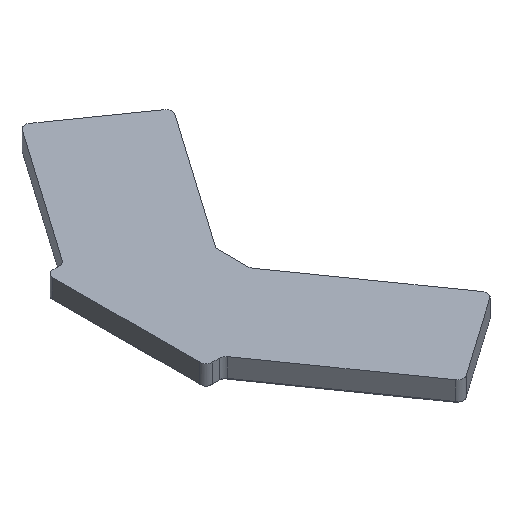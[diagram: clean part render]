
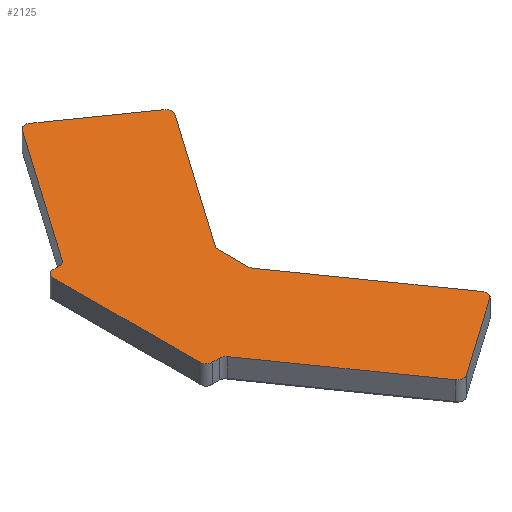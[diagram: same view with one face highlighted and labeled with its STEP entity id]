
A CAD part, isometric view. The second image highlights one B-rep face of the part: STEP entity #2125.
In plain terms, the highlighted planar face has unit normal (0, 0, 1).
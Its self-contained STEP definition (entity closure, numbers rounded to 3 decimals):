
#120=PLANE('',#2370);
#231=FACE_OUTER_BOUND('',#353,.T.);
#353=EDGE_LOOP('',(#1917,#1918,#1919,#1920,#1921,#1922,#1923,#1924,#1925,
#1926,#1927,#1928,#1929,#1930,#1931,#1932,#1933,#1934,#1935,#1936));
#497=LINE('',#3494,#688);
#503=LINE('',#3514,#694);
#509=LINE('',#3534,#700);
#515=LINE('',#3554,#706);
#521=LINE('',#3574,#712);
#527=LINE('',#3594,#718);
#533=LINE('',#3614,#724);
#539=LINE('',#3634,#730);
#545=LINE('',#3657,#736);
#548=LINE('',#3663,#739);
#688=VECTOR('',#2837,10.);
#694=VECTOR('',#2859,10.);
#700=VECTOR('',#2881,10.);
#706=VECTOR('',#2903,10.);
#712=VECTOR('',#2925,10.);
#718=VECTOR('',#2947,10.);
#724=VECTOR('',#2969,10.);
#730=VECTOR('',#2991,10.);
#736=VECTOR('',#3015,10.);
#739=VECTOR('',#3022,10.);
#813=CIRCLE('',#2299,4.);
#814=CIRCLE('',#2308,4.);
#815=CIRCLE('',#2316,4.);
#816=CIRCLE('',#2324,4.);
#817=CIRCLE('',#2332,4.);
#818=CIRCLE('',#2340,4.);
#819=CIRCLE('',#2348,4.);
#820=CIRCLE('',#2356,4.);
#821=CIRCLE('',#2364,4.);
#822=CIRCLE('',#2371,4.);
#972=VERTEX_POINT('',#3475);
#973=VERTEX_POINT('',#3477);
#978=VERTEX_POINT('',#3492);
#980=VERTEX_POINT('',#3500);
#984=VERTEX_POINT('',#3512);
#986=VERTEX_POINT('',#3520);
#990=VERTEX_POINT('',#3532);
#993=VERTEX_POINT('',#3541);
#996=VERTEX_POINT('',#3552);
#998=VERTEX_POINT('',#3560);
#1002=VERTEX_POINT('',#3572);
#1004=VERTEX_POINT('',#3580);
#1008=VERTEX_POINT('',#3592);
#1011=VERTEX_POINT('',#3601);
#1014=VERTEX_POINT('',#3612);
#1017=VERTEX_POINT('',#3621);
#1020=VERTEX_POINT('',#3632);
#1022=VERTEX_POINT('',#3640);
#1023=VERTEX_POINT('',#3641);
#1028=VERTEX_POINT('',#3656);
#1244=EDGE_CURVE('',#972,#973,#813,.T.);
#1253=EDGE_CURVE('',#972,#978,#497,.T.);
#1256=EDGE_CURVE('',#980,#978,#814,.T.);
#1263=EDGE_CURVE('',#980,#984,#503,.T.);
#1266=EDGE_CURVE('',#986,#984,#815,.T.);
#1273=EDGE_CURVE('',#986,#990,#509,.T.);
#1277=EDGE_CURVE('',#993,#990,#816,.T.);
#1283=EDGE_CURVE('',#993,#996,#515,.T.);
#1286=EDGE_CURVE('',#998,#996,#817,.T.);
#1293=EDGE_CURVE('',#998,#1002,#521,.T.);
#1296=EDGE_CURVE('',#1004,#1002,#818,.T.);
#1303=EDGE_CURVE('',#1004,#1008,#527,.T.);
#1307=EDGE_CURVE('',#1011,#1008,#819,.T.);
#1313=EDGE_CURVE('',#1011,#1014,#533,.T.);
#1317=EDGE_CURVE('',#1017,#1014,#820,.T.);
#1323=EDGE_CURVE('',#1017,#1020,#539,.T.);
#1326=EDGE_CURVE('',#1022,#1023,#821,.T.);
#1334=EDGE_CURVE('',#1028,#1023,#545,.T.);
#1337=EDGE_CURVE('',#1028,#1020,#822,.T.);
#1338=EDGE_CURVE('',#1022,#973,#548,.T.);
#1917=ORIENTED_EDGE('',*,*,#1256,.F.);
#1918=ORIENTED_EDGE('',*,*,#1263,.T.);
#1919=ORIENTED_EDGE('',*,*,#1266,.F.);
#1920=ORIENTED_EDGE('',*,*,#1273,.T.);
#1921=ORIENTED_EDGE('',*,*,#1277,.F.);
#1922=ORIENTED_EDGE('',*,*,#1283,.T.);
#1923=ORIENTED_EDGE('',*,*,#1286,.F.);
#1924=ORIENTED_EDGE('',*,*,#1293,.T.);
#1925=ORIENTED_EDGE('',*,*,#1296,.F.);
#1926=ORIENTED_EDGE('',*,*,#1303,.T.);
#1927=ORIENTED_EDGE('',*,*,#1307,.F.);
#1928=ORIENTED_EDGE('',*,*,#1313,.T.);
#1929=ORIENTED_EDGE('',*,*,#1317,.F.);
#1930=ORIENTED_EDGE('',*,*,#1323,.T.);
#1931=ORIENTED_EDGE('',*,*,#1337,.F.);
#1932=ORIENTED_EDGE('',*,*,#1334,.T.);
#1933=ORIENTED_EDGE('',*,*,#1326,.F.);
#1934=ORIENTED_EDGE('',*,*,#1338,.T.);
#1935=ORIENTED_EDGE('',*,*,#1244,.F.);
#1936=ORIENTED_EDGE('',*,*,#1253,.T.);
#2125=ADVANCED_FACE('',(#231),#120,.T.);
#2299=AXIS2_PLACEMENT_3D('',#3478,#2820,#2821);
#2308=AXIS2_PLACEMENT_3D('',#3501,#2845,#2846);
#2316=AXIS2_PLACEMENT_3D('',#3521,#2867,#2868);
#2324=AXIS2_PLACEMENT_3D('',#3543,#2890,#2891);
#2332=AXIS2_PLACEMENT_3D('',#3561,#2911,#2912);
#2340=AXIS2_PLACEMENT_3D('',#3581,#2933,#2934);
#2348=AXIS2_PLACEMENT_3D('',#3603,#2956,#2957);
#2356=AXIS2_PLACEMENT_3D('',#3623,#2978,#2979);
#2364=AXIS2_PLACEMENT_3D('',#3642,#2999,#3000);
#2370=AXIS2_PLACEMENT_3D('',#3661,#3018,#3019);
#2371=AXIS2_PLACEMENT_3D('',#3662,#3020,#3021);
#2820=DIRECTION('center_axis',(0.,0.,1.));
#2821=DIRECTION('ref_axis',(0.462,-0.887,0.));
#2837=DIRECTION('',(-1.,0.,0.));
#2845=DIRECTION('center_axis',(0.,0.,-1.));
#2846=DIRECTION('ref_axis',(-0.707,0.707,0.));
#2859=DIRECTION('',(0.,-1.,0.));
#2867=DIRECTION('center_axis',(0.,0.,-1.));
#2868=DIRECTION('ref_axis',(-0.707,-0.707,0.));
#2881=DIRECTION('',(1.,0.,0.));
#2890=DIRECTION('center_axis',(0.,0.,1.));
#2891=DIRECTION('ref_axis',(0.462,0.887,0.));
#2903=DIRECTION('',(0.574,-0.819,0.));
#2911=DIRECTION('center_axis',(0.,0.,-1.));
#2912=DIRECTION('ref_axis',(-0.174,-0.985,0.));
#2925=DIRECTION('',(0.819,0.574,0.));
#2933=DIRECTION('center_axis',(0.,0.,-1.));
#2934=DIRECTION('ref_axis',(0.985,-0.174,0.));
#2947=DIRECTION('',(-0.574,0.819,0.));
#2956=DIRECTION('center_axis',(0.,0.,1.));
#2957=DIRECTION('ref_axis',(-0.954,-0.301,0.));
#2969=DIRECTION('',(0.,1.,0.));
#2978=DIRECTION('center_axis',(0.,0.,1.));
#2979=DIRECTION('ref_axis',(-0.954,0.301,0.));
#2991=DIRECTION('',(0.574,0.819,0.));
#2999=DIRECTION('center_axis',(0.,0.,-1.));
#3000=DIRECTION('ref_axis',(-0.174,0.985,0.));
#3015=DIRECTION('',(-0.819,0.574,0.));
#3018=DIRECTION('center_axis',(0.,0.,1.));
#3019=DIRECTION('ref_axis',(1.,0.,0.));
#3020=DIRECTION('center_axis',(0.,0.,-1.));
#3021=DIRECTION('ref_axis',(0.985,0.174,0.));
#3022=DIRECTION('',(-0.574,-0.819,0.));
#3475=CARTESIAN_POINT('',(-54.918,46.996,12.5));
#3477=CARTESIAN_POINT('',(-51.641,48.701,12.5));
#3478=CARTESIAN_POINT('Origin',(-54.918,50.996,12.5));
#3492=CARTESIAN_POINT('',(-58.835,46.996,12.5));
#3494=CARTESIAN_POINT('',(-52.835,46.996,12.5));
#3500=CARTESIAN_POINT('',(-62.835,42.996,12.5));
#3501=CARTESIAN_POINT('Origin',(-58.835,42.996,12.5));
#3512=CARTESIAN_POINT('',(-62.835,-42.996,12.5));
#3514=CARTESIAN_POINT('',(-62.835,46.996,12.5));
#3520=CARTESIAN_POINT('',(-58.835,-46.996,12.5));
#3521=CARTESIAN_POINT('Origin',(-58.835,-42.996,12.5));
#3532=CARTESIAN_POINT('',(-54.918,-46.996,12.5));
#3534=CARTESIAN_POINT('',(-52.835,-46.996,12.5));
#3541=CARTESIAN_POINT('',(-51.641,-48.701,12.5));
#3543=CARTESIAN_POINT('Origin',(-54.918,-50.996,12.5));
#3552=CARTESIAN_POINT('',(3.375,-127.273,12.5));
#3554=CARTESIAN_POINT('',(5.669,-130.549,12.5));
#3560=CARTESIAN_POINT('',(8.946,-128.255,12.5));
#3561=CARTESIAN_POINT('Origin',(6.652,-124.978,12.5));
#3572=CARTESIAN_POINT('',(55.228,-95.848,12.5));
#3574=CARTESIAN_POINT('',(58.505,-93.554,12.5));
#3580=CARTESIAN_POINT('',(56.21,-90.277,12.5));
#3581=CARTESIAN_POINT('Origin',(52.934,-92.571,12.5));
#3592=CARTESIAN_POINT('',(0.723,-11.033,12.5));
#3594=CARTESIAN_POINT('',(0.,-10.,12.5));
#3601=CARTESIAN_POINT('',(0.,-8.739,12.5));
#3603=CARTESIAN_POINT('Origin',(4.,-8.739,12.5));
#3612=CARTESIAN_POINT('',(0.,8.739,12.5));
#3614=CARTESIAN_POINT('',(0.,0.,12.5));
#3621=CARTESIAN_POINT('',(0.723,11.033,12.5));
#3623=CARTESIAN_POINT('Origin',(4.,8.739,12.5));
#3632=CARTESIAN_POINT('',(56.21,90.277,12.5));
#3634=CARTESIAN_POINT('',(0.,10.,12.5));
#3640=CARTESIAN_POINT('',(3.375,127.273,12.5));
#3641=CARTESIAN_POINT('',(8.946,128.255,12.5));
#3642=CARTESIAN_POINT('Origin',(6.652,124.978,12.5));
#3656=CARTESIAN_POINT('',(55.228,95.848,12.5));
#3657=CARTESIAN_POINT('',(58.505,93.554,12.5));
#3661=CARTESIAN_POINT('Origin',(-2.165,0.,12.5));
#3662=CARTESIAN_POINT('Origin',(52.934,92.571,12.5));
#3663=CARTESIAN_POINT('',(5.669,130.549,12.5));
